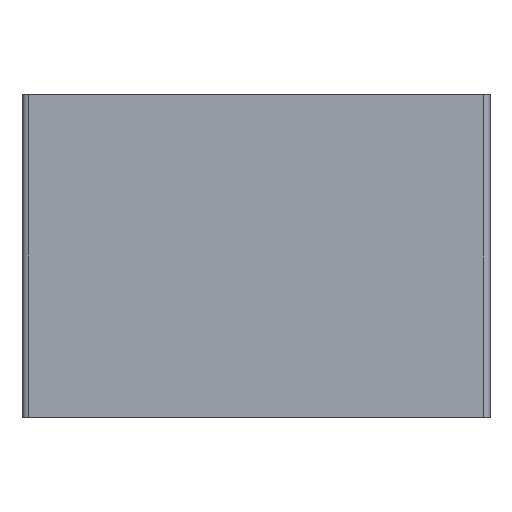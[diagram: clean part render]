
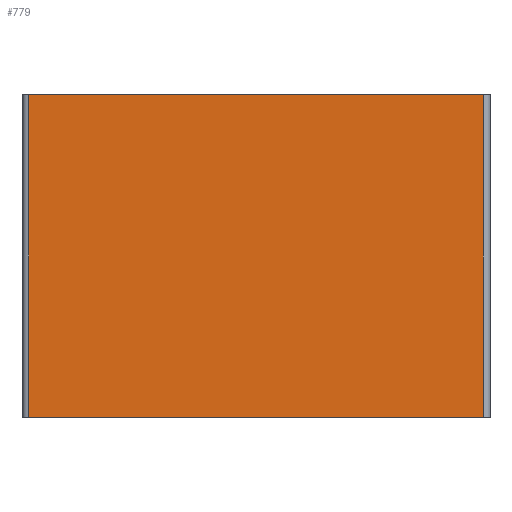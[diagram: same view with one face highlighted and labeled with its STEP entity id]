
A CAD part, left-side view. The second image highlights one B-rep face of the part: STEP entity #779.
In plain terms, the highlighted planar face has unit normal (-1, 0, 0).
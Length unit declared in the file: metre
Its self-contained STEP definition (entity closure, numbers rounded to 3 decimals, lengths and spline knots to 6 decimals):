
#131=ORIENTED_EDGE('',*,*,#326,.F.);
#132=ORIENTED_EDGE('',*,*,#366,.T.);
#133=ORIENTED_EDGE('',*,*,#367,.T.);
#134=ORIENTED_EDGE('',*,*,#368,.T.);
#326=EDGE_CURVE('',#444,#445,#516,.T.);
#366=EDGE_CURVE('',#444,#483,#546,.T.);
#367=EDGE_CURVE('',#483,#484,#547,.T.);
#368=EDGE_CURVE('',#484,#445,#548,.F.);
#444=VERTEX_POINT('',#1199);
#445=VERTEX_POINT('',#1201);
#483=VERTEX_POINT('',#1284);
#484=VERTEX_POINT('',#1286);
#516=LINE('',#1200,#587);
#546=LINE('',#1283,#617);
#547=LINE('',#1285,#618);
#548=LINE('',#1287,#619);
#587=VECTOR('',#937,1.);
#617=VECTOR('',#997,1.);
#618=VECTOR('',#998,1.);
#619=VECTOR('',#999,1.);
#663=EDGE_LOOP('',(#131,#132,#133,#134));
#712=FACE_BOUND('',#663,.T.);
#760=PLANE('',#851);
#779=ADVANCED_FACE('',(#712),#760,.F.);
#851=AXIS2_PLACEMENT_3D('',#1282,#995,#996);
#937=DIRECTION('',(0.,-1.,0.));
#995=DIRECTION('',(1.,0.,0.));
#996=DIRECTION('',(0.,0.,-1.));
#997=DIRECTION('',(0.,0.,-1.));
#998=DIRECTION('',(0.,-1.,0.));
#999=DIRECTION('',(0.,0.,-1.));
#1199=CARTESIAN_POINT('',(-0.121266,0.038809,0.06));
#1200=CARTESIAN_POINT('',(-0.121266,-0.003441,0.06));
#1201=CARTESIAN_POINT('',(-0.121266,-0.045691,0.06));
#1282=CARTESIAN_POINT('',(-0.121266,-0.003441,0.002));
#1283=CARTESIAN_POINT('',(-0.121266,0.038809,0.));
#1284=CARTESIAN_POINT('',(-0.121266,0.038809,0.));
#1285=CARTESIAN_POINT('',(-0.121266,-0.003441,0.));
#1286=CARTESIAN_POINT('',(-0.121266,-0.045691,0.));
#1287=CARTESIAN_POINT('',(-0.121266,-0.045691,0.002));
